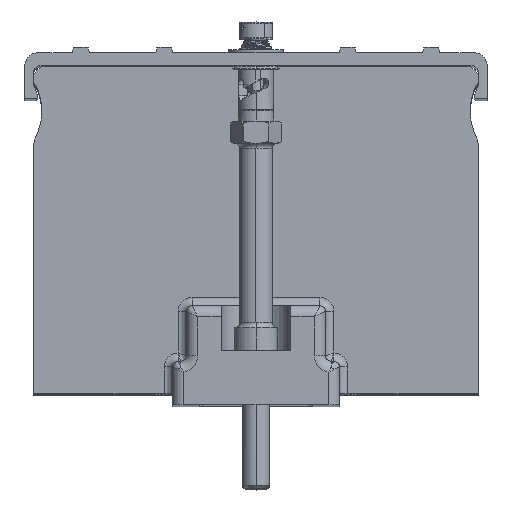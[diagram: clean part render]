
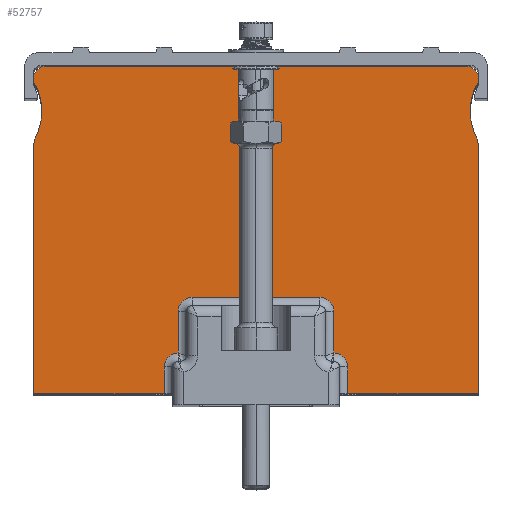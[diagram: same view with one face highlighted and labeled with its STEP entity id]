
A CAD part, top view. The second image highlights one B-rep face of the part: STEP entity #52757.
In plain terms, the highlighted planar face has unit normal (0, 0, 1).
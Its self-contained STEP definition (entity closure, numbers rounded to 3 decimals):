
#16249=CARTESIAN_POINT('',(-48.5,52.8,182.));
#16250=DIRECTION('',(0.,0.,-1.));
#16251=DIRECTION('',(0.857,0.515,0.));
#16252=AXIS2_PLACEMENT_3D('',#16249,#16250,#16251);
#16254=CARTESIAN_POINT('',(-39.5,58.208,182.));
#16255=DIRECTION('',(0.,0.,-1.));
#16256=DIRECTION('',(-0.857,-0.515,0.));
#16257=AXIS2_PLACEMENT_3D('',#16254,#16255,#16256);
#16259=DIRECTION('',(0.,1.,0.));
#16260=VECTOR('',#16259,0.592);
#16261=CARTESIAN_POINT('',(-40.,58.208,182.));
#16262=LINE('',#16261,#16260);
#16263=CARTESIAN_POINT('',(-38.,58.8,182.));
#16264=DIRECTION('',(0.,0.,-1.));
#16265=DIRECTION('',(-1.,0.,0.));
#16266=AXIS2_PLACEMENT_3D('',#16263,#16264,#16265);
#16268=DIRECTION('',(1.,0.,0.));
#16269=VECTOR('',#16268,76.);
#16270=CARTESIAN_POINT('',(-38.,60.8,182.));
#16271=LINE('',#16270,#16269);
#16272=CARTESIAN_POINT('',(38.,58.8,182.));
#16273=DIRECTION('',(0.,0.,-1.));
#16274=DIRECTION('',(0.,1.,0.));
#16275=AXIS2_PLACEMENT_3D('',#16272,#16273,#16274);
#16277=DIRECTION('',(0.,-1.,0.));
#16278=VECTOR('',#16277,0.592);
#16279=CARTESIAN_POINT('',(40.,58.8,182.));
#16280=LINE('',#16279,#16278);
#16281=CARTESIAN_POINT('',(39.5,58.208,182.));
#16282=DIRECTION('',(0.,0.,1.));
#16283=DIRECTION('',(0.857,-0.515,0.));
#16284=AXIS2_PLACEMENT_3D('',#16281,#16282,#16283);
#16286=CARTESIAN_POINT('',(48.5,52.8,182.));
#16287=DIRECTION('',(0.,0.,1.));
#16288=DIRECTION('',(-0.857,0.515,0.));
#16289=AXIS2_PLACEMENT_3D('',#16286,#16287,#16288);
#16291=CARTESIAN_POINT('',(35.,46.262,182.));
#16292=DIRECTION('',(0.,0.,1.));
#16293=DIRECTION('',(1.,0.,0.));
#16294=AXIS2_PLACEMENT_3D('',#16291,#16292,#16293);
#16296=DIRECTION('',(0.,-1.,0.));
#16297=VECTOR('',#16296,44.262);
#16298=CARTESIAN_POINT('',(40.,46.262,182.));
#16299=LINE('',#16298,#16297);
#16300=DIRECTION('',(-1.,0.,0.));
#16301=VECTOR('',#16300,23.5);
#16302=CARTESIAN_POINT('',(40.,2.,182.));
#16303=LINE('',#16302,#16301);
#16304=DIRECTION('',(0.,1.,0.));
#16305=VECTOR('',#16304,4.8);
#16306=CARTESIAN_POINT('',(16.5,2.,182.));
#16307=LINE('',#16306,#16305);
#16308=CARTESIAN_POINT('',(14.,6.8,182.));
#16309=DIRECTION('',(0.,0.,1.));
#16310=DIRECTION('',(1.,0.,0.));
#16311=AXIS2_PLACEMENT_3D('',#16308,#16309,#16310);
#16313=CARTESIAN_POINT('',(14.,9.3,182.));
#16314=CARTESIAN_POINT('',(14.,9.649,182.));
#16315=CARTESIAN_POINT('',(14.,10.333,182.));
#16316=CARTESIAN_POINT('',(14.,11.314,182.));
#16317=CARTESIAN_POINT('',(14.,12.263,182.));
#16318=CARTESIAN_POINT('',(14.,13.185,182.));
#16319=CARTESIAN_POINT('',(14.,14.092,182.));
#16320=CARTESIAN_POINT('',(14.,14.99,182.));
#16321=CARTESIAN_POINT('',(14.,15.888,182.));
#16322=CARTESIAN_POINT('',(14.,16.495,182.));
#16323=CARTESIAN_POINT('',(14.,16.8,182.));
#16325=CARTESIAN_POINT('',(11.5,16.8,182.));
#16326=DIRECTION('',(0.,0.,1.));
#16327=DIRECTION('',(1.,0.,0.));
#16328=AXIS2_PLACEMENT_3D('',#16325,#16326,#16327);
#16330=DIRECTION('',(-1.,0.,0.));
#16331=VECTOR('',#16330,23.);
#16332=CARTESIAN_POINT('',(11.5,19.3,182.));
#16333=LINE('',#16332,#16331);
#16334=CARTESIAN_POINT('',(-11.5,16.8,182.));
#16335=DIRECTION('',(0.,0.,1.));
#16336=DIRECTION('',(0.,1.,0.));
#16337=AXIS2_PLACEMENT_3D('',#16334,#16335,#16336);
#16339=CARTESIAN_POINT('',(-14.,16.8,182.));
#16340=CARTESIAN_POINT('',(-14.,16.495,182.));
#16341=CARTESIAN_POINT('',(-14.,15.888,182.));
#16342=CARTESIAN_POINT('',(-14.,14.99,182.));
#16343=CARTESIAN_POINT('',(-14.,14.092,182.));
#16344=CARTESIAN_POINT('',(-14.,13.185,182.));
#16345=CARTESIAN_POINT('',(-14.,12.263,182.));
#16346=CARTESIAN_POINT('',(-14.,11.314,182.));
#16347=CARTESIAN_POINT('',(-14.,10.333,182.));
#16348=CARTESIAN_POINT('',(-14.,9.649,182.));
#16349=CARTESIAN_POINT('',(-14.,9.3,182.));
#16351=CARTESIAN_POINT('',(-14.,6.8,182.));
#16352=DIRECTION('',(0.,0.,1.));
#16353=DIRECTION('',(0.,1.,0.));
#16354=AXIS2_PLACEMENT_3D('',#16351,#16352,#16353);
#16356=DIRECTION('',(0.,-1.,0.));
#16357=VECTOR('',#16356,4.8);
#16358=CARTESIAN_POINT('',(-16.5,6.8,182.));
#16359=LINE('',#16358,#16357);
#16360=DIRECTION('',(-1.,0.,0.));
#16361=VECTOR('',#16360,23.5);
#16362=CARTESIAN_POINT('',(-16.5,2.,182.));
#16363=LINE('',#16362,#16361);
#16364=DIRECTION('',(0.,1.,0.));
#16365=VECTOR('',#16364,44.262);
#16366=CARTESIAN_POINT('',(-40.,2.,182.));
#16367=LINE('',#16366,#16365);
#16368=CARTESIAN_POINT('',(-35.,46.262,182.));
#16369=DIRECTION('',(0.,0.,-1.));
#16370=DIRECTION('',(-1.,0.,0.));
#16371=AXIS2_PLACEMENT_3D('',#16368,#16369,#16370);
#35615=CARTESIAN_POINT('',(-38.,60.8,182.));
#35616=CARTESIAN_POINT('',(38.,60.8,182.));
#35617=VERTEX_POINT('',#35615);
#35618=VERTEX_POINT('',#35616);
#35623=CARTESIAN_POINT('',(40.,2.,182.));
#35625=VERTEX_POINT('',#35623);
#35627=CARTESIAN_POINT('',(-40.,2.,182.));
#35629=VERTEX_POINT('',#35627);
#35679=CARTESIAN_POINT('',(-40.,58.8,182.));
#35680=VERTEX_POINT('',#35679);
#35681=CARTESIAN_POINT('',(40.,58.8,182.));
#35682=VERTEX_POINT('',#35681);
#35998=CARTESIAN_POINT('',(16.5,2.,182.));
#35999=CARTESIAN_POINT('',(16.5,6.8,182.));
#36000=VERTEX_POINT('',#35998);
#36001=VERTEX_POINT('',#35999);
#36002=CARTESIAN_POINT('',(14.,9.3,182.));
#36003=VERTEX_POINT('',#36002);
#36007=VERTEX_POINT('',#16339);
#36008=VERTEX_POINT('',#16349);
#36011=CARTESIAN_POINT('',(-11.5,19.3,182.));
#36012=VERTEX_POINT('',#36011);
#36015=CARTESIAN_POINT('',(11.5,19.3,182.));
#36016=VERTEX_POINT('',#36015);
#36019=CARTESIAN_POINT('',(14.,16.8,182.));
#36020=VERTEX_POINT('',#36019);
#36024=CARTESIAN_POINT('',(-16.5,6.8,182.));
#36025=CARTESIAN_POINT('',(-16.5,2.,182.));
#36026=VERTEX_POINT('',#36024);
#36027=VERTEX_POINT('',#36025);
#36035=CARTESIAN_POINT('',(39.929,57.951,182.));
#36036=CARTESIAN_POINT('',(39.5,48.441,182.));
#36037=VERTEX_POINT('',#36035);
#36038=VERTEX_POINT('',#36036);
#36063=CARTESIAN_POINT('',(40.,58.208,182.));
#36064=VERTEX_POINT('',#36063);
#36065=CARTESIAN_POINT('',(40.,46.262,182.));
#36066=VERTEX_POINT('',#36065);
#36103=CARTESIAN_POINT('',(-39.929,57.951,182.));
#36104=CARTESIAN_POINT('',(-39.5,48.441,182.));
#36105=VERTEX_POINT('',#36103);
#36106=VERTEX_POINT('',#36104);
#36131=CARTESIAN_POINT('',(-40.,46.262,182.));
#36132=VERTEX_POINT('',#36131);
#36133=CARTESIAN_POINT('',(-40.,58.208,182.));
#36134=VERTEX_POINT('',#36133);
#52705=CARTESIAN_POINT('',(0.,0.,182.));
#52706=DIRECTION('',(0.,0.,1.));
#52707=DIRECTION('',(1.,0.,0.));
#52708=AXIS2_PLACEMENT_3D('',#52705,#52706,#52707);
#52709=PLANE('',#52708);
#52711=ORIENTED_EDGE('',*,*,#52710,.F.);
#52713=ORIENTED_EDGE('',*,*,#52712,.T.);
#52715=ORIENTED_EDGE('',*,*,#52714,.T.);
#52717=ORIENTED_EDGE('',*,*,#52716,.T.);
#52719=ORIENTED_EDGE('',*,*,#52718,.T.);
#52721=ORIENTED_EDGE('',*,*,#52720,.T.);
#52723=ORIENTED_EDGE('',*,*,#52722,.T.);
#52725=ORIENTED_EDGE('',*,*,#52724,.F.);
#52727=ORIENTED_EDGE('',*,*,#52726,.T.);
#52729=ORIENTED_EDGE('',*,*,#52728,.F.);
#52731=ORIENTED_EDGE('',*,*,#52730,.T.);
#52732=ORIENTED_EDGE('',*,*,#52666,.T.);
#52733=ORIENTED_EDGE('',*,*,#52684,.T.);
#52734=ORIENTED_EDGE('',*,*,#52695,.T.);
#52736=ORIENTED_EDGE('',*,*,#52735,.T.);
#52738=ORIENTED_EDGE('',*,*,#52737,.T.);
#52740=ORIENTED_EDGE('',*,*,#52739,.T.);
#52742=ORIENTED_EDGE('',*,*,#52741,.T.);
#52744=ORIENTED_EDGE('',*,*,#52743,.T.);
#52746=ORIENTED_EDGE('',*,*,#52745,.T.);
#52748=ORIENTED_EDGE('',*,*,#52747,.T.);
#52750=ORIENTED_EDGE('',*,*,#52749,.T.);
#52752=ORIENTED_EDGE('',*,*,#52751,.T.);
#52754=ORIENTED_EDGE('',*,*,#52753,.T.);
#52755=EDGE_LOOP('',(#52711,#52713,#52715,#52717,#52719,#52721,#52723,#52725,
#52727,#52729,#52731,#52732,#52733,#52734,#52736,#52738,#52740,#52742,#52744,
#52746,#52748,#52750,#52752,#52754));
#52756=FACE_OUTER_BOUND('',#52755,.F.);
#52757=ADVANCED_FACE('',(#52756),#52709,.T.);
#16253=CIRCLE('',#16252,10.);
#16258=CIRCLE('',#16257,0.5);
#16267=CIRCLE('',#16266,2.);
#16276=CIRCLE('',#16275,2.);
#16285=CIRCLE('',#16284,0.5);
#16290=CIRCLE('',#16289,10.);
#16295=CIRCLE('',#16294,5.);
#16312=CIRCLE('',#16311,2.5);
#16324=B_SPLINE_CURVE_WITH_KNOTS('',3,(#16313,#16314,#16315,#16316,#16317,
#16318,#16319,#16320,#16321,#16322,#16323),.UNSPECIFIED.,.F.,.F.,(4,1,1,1,1,1,1,
1,4),(0.,0.125,0.25,0.375,0.5,0.625,0.75,0.875,1.),
.UNSPECIFIED.);
#16329=CIRCLE('',#16328,2.5);
#16338=CIRCLE('',#16337,2.5);
#16350=B_SPLINE_CURVE_WITH_KNOTS('',3,(#16339,#16340,#16341,#16342,#16343,
#16344,#16345,#16346,#16347,#16348,#16349),.UNSPECIFIED.,.F.,.F.,(4,1,1,1,1,1,1,
1,4),(0.,0.125,0.25,0.375,0.5,0.625,0.75,0.875,1.),
.UNSPECIFIED.);
#16355=CIRCLE('',#16354,2.5);
#16372=CIRCLE('',#16371,5.);
#52666=EDGE_CURVE('',#35625,#36000,#16303,.T.);
#52684=EDGE_CURVE('',#36000,#36001,#16307,.T.);
#52695=EDGE_CURVE('',#36001,#36003,#16312,.T.);
#52710=EDGE_CURVE('',#36105,#36106,#16253,.T.);
#52712=EDGE_CURVE('',#36105,#36134,#16258,.T.);
#52714=EDGE_CURVE('',#36134,#35680,#16262,.T.);
#52716=EDGE_CURVE('',#35680,#35617,#16267,.T.);
#52718=EDGE_CURVE('',#35617,#35618,#16271,.T.);
#52720=EDGE_CURVE('',#35618,#35682,#16276,.T.);
#52722=EDGE_CURVE('',#35682,#36064,#16280,.T.);
#52724=EDGE_CURVE('',#36037,#36064,#16285,.T.);
#52726=EDGE_CURVE('',#36037,#36038,#16290,.T.);
#52728=EDGE_CURVE('',#36066,#36038,#16295,.T.);
#52730=EDGE_CURVE('',#36066,#35625,#16299,.T.);
#52735=EDGE_CURVE('',#36003,#36020,#16324,.T.);
#52737=EDGE_CURVE('',#36020,#36016,#16329,.T.);
#52739=EDGE_CURVE('',#36016,#36012,#16333,.T.);
#52741=EDGE_CURVE('',#36012,#36007,#16338,.T.);
#52743=EDGE_CURVE('',#36007,#36008,#16350,.T.);
#52745=EDGE_CURVE('',#36008,#36026,#16355,.T.);
#52747=EDGE_CURVE('',#36026,#36027,#16359,.T.);
#52749=EDGE_CURVE('',#36027,#35629,#16363,.T.);
#52751=EDGE_CURVE('',#35629,#36132,#16367,.T.);
#52753=EDGE_CURVE('',#36132,#36106,#16372,.T.);
